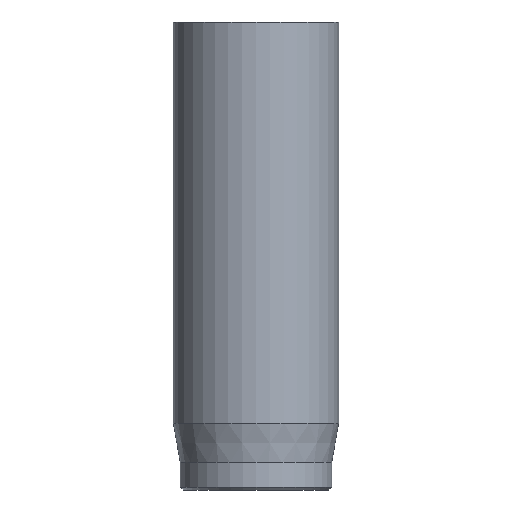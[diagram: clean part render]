
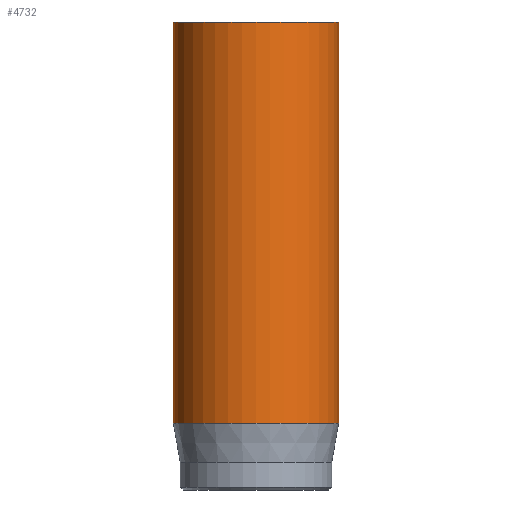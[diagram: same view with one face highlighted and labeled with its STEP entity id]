
A CAD part, front view. The second image highlights one B-rep face of the part: STEP entity #4732.
In plain terms, the highlighted cylindrical face has radius 3 mm (diameter 6 mm), a full revolution.
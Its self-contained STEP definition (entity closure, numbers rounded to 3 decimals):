
#32=CYLINDRICAL_SURFACE('',#4913,3.);
#47=CIRCLE('',#4880,3.);
#63=CIRCLE('',#4911,3.);
#64=CIRCLE('',#4912,3.);
#836=FACE_OUTER_BOUND('',#1117,.T.);
#1117=EDGE_LOOP('',(#4310,#4311,#4312,#4313,#4314));
#1453=LINE('',#9102,#1795);
#1795=VECTOR('',#5459,3.);
#2246=VERTEX_POINT('',#9041);
#2262=VERTEX_POINT('',#9096);
#2263=VERTEX_POINT('',#9097);
#2926=EDGE_CURVE('',#2246,#2246,#47,.T.);
#2950=EDGE_CURVE('',#2262,#2263,#63,.T.);
#2951=EDGE_CURVE('',#2263,#2262,#64,.T.);
#2953=EDGE_CURVE('',#2246,#2262,#1453,.T.);
#4310=ORIENTED_EDGE('',*,*,#2926,.T.);
#4311=ORIENTED_EDGE('',*,*,#2953,.T.);
#4312=ORIENTED_EDGE('',*,*,#2950,.T.);
#4313=ORIENTED_EDGE('',*,*,#2951,.T.);
#4314=ORIENTED_EDGE('',*,*,#2953,.F.);
#4732=ADVANCED_FACE('',(#836),#32,.T.);
#4880=AXIS2_PLACEMENT_3D('',#9042,#5382,#5383);
#4911=AXIS2_PLACEMENT_3D('',#9098,#5452,#5453);
#4912=AXIS2_PLACEMENT_3D('',#9099,#5454,#5455);
#4913=AXIS2_PLACEMENT_3D('',#9101,#5457,#5458);
#5382=DIRECTION('center_axis',(0.,0.,-1.));
#5383=DIRECTION('ref_axis',(-1.,0.,0.));
#5452=DIRECTION('center_axis',(0.,0.,1.));
#5453=DIRECTION('ref_axis',(-1.,0.,0.));
#5454=DIRECTION('center_axis',(0.,0.,1.));
#5455=DIRECTION('ref_axis',(-1.,0.,0.));
#5457=DIRECTION('center_axis',(0.,0.,1.));
#5458=DIRECTION('ref_axis',(-1.,0.,0.));
#5459=DIRECTION('',(0.,0.,-1.));
#9041=CARTESIAN_POINT('',(3.,0.,17.));
#9042=CARTESIAN_POINT('Origin',(0.,0.,17.));
#9096=CARTESIAN_POINT('',(3.,0.,2.418));
#9097=CARTESIAN_POINT('',(-3.,0.,2.418));
#9098=CARTESIAN_POINT('Origin',(0.,0.,2.418));
#9099=CARTESIAN_POINT('Origin',(0.,0.,2.418));
#9101=CARTESIAN_POINT('Origin',(0.,0.,0.));
#9102=CARTESIAN_POINT('',(3.,0.,0.));
